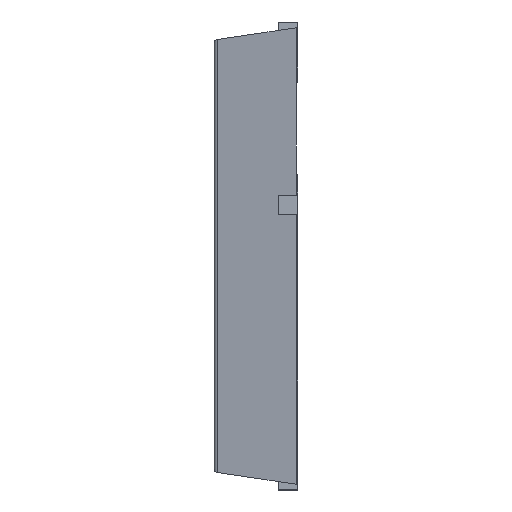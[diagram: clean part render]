
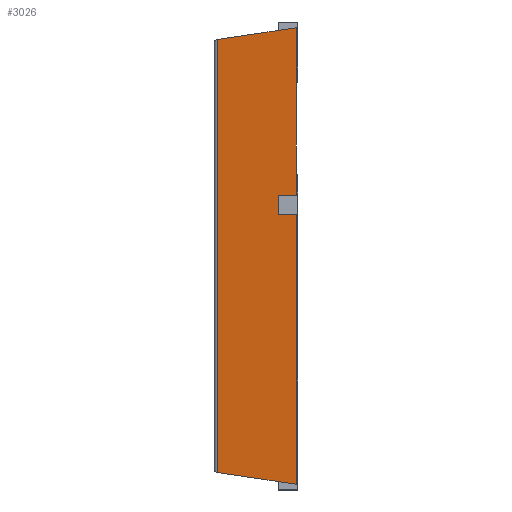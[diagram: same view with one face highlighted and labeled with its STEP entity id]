
A CAD part, left-side view. The second image highlights one B-rep face of the part: STEP entity #3026.
In plain terms, the highlighted planar face has unit normal (-0.989, 0.148, 0).
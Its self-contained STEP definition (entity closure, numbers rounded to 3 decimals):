
#2 = DIRECTION ( 'NONE',  ( 0., 0., -1. ) ) ;
#125 = CARTESIAN_POINT ( 'NONE',  ( -2.5, 0.02, -3. ) ) ;
#133 = AXIS2_PLACEMENT_3D ( 'NONE', #1717, #3162, #2409 ) ;
#186 = FACE_OUTER_BOUND ( 'NONE', #676, .T. ) ;
#203 = DIRECTION ( 'NONE',  ( -0.148, -0.989, 0. ) ) ;
#214 = VERTEX_POINT ( 'NONE', #2386 ) ;
#244 = LINE ( 'NONE', #4464, #4129 ) ;
#291 = VECTOR ( 'NONE', #1980, 1000. ) ;
#335 = VERTEX_POINT ( 'NONE', #3999 ) ;
#566 = LINE ( 'NONE', #125, #1025 ) ;
#628 = LINE ( 'NONE', #2335, #2095 ) ;
#648 = VECTOR ( 'NONE', #3096, 1000. ) ;
#663 = EDGE_CURVE ( 'NONE', #335, #1528, #244, .T. ) ;
#676 = EDGE_LOOP ( 'NONE', ( #3529, #2824, #3004, #1430, #4332, #716, #2882, #4537 ) ) ;
#716 = ORIENTED_EDGE ( 'NONE', *, *, #3586, .F. ) ;
#771 = CARTESIAN_POINT ( 'NONE',  ( -2.5, 0.02, 0.55 ) ) ;
#837 = EDGE_CURVE ( 'NONE', #1528, #2023, #1822, .T. ) ;
#979 = CARTESIAN_POINT ( 'NONE',  ( -2.345, 1.057, 2.845 ) ) ;
#1020 = CARTESIAN_POINT ( 'NONE',  ( -2.5, 0.02, 3. ) ) ;
#1025 = VECTOR ( 'NONE', #1868, 1000. ) ;
#1054 = CARTESIAN_POINT ( 'NONE',  ( -2.5, 0.02, -3. ) ) ;
#1214 = VERTEX_POINT ( 'NONE', #2307 ) ;
#1267 = CARTESIAN_POINT ( 'NONE',  ( -2.5, 0.02, 3. ) ) ;
#1323 = LINE ( 'NONE', #3492, #3831 ) ;
#1430 = ORIENTED_EDGE ( 'NONE', *, *, #3197, .T. ) ;
#1439 = PLANE ( 'NONE',  #133 ) ;
#1510 = LINE ( 'NONE', #2905, #3224 ) ;
#1528 = VERTEX_POINT ( 'NONE', #771 ) ;
#1713 = LINE ( 'NONE', #1054, #648 ) ;
#1717 = CARTESIAN_POINT ( 'NONE',  ( -2.5, 0.02, -3. ) ) ;
#1822 = LINE ( 'NONE', #2513, #4344 ) ;
#1868 = DIRECTION ( 'NONE',  ( 0., 0., 1. ) ) ;
#1892 = EDGE_CURVE ( 'NONE', #3903, #1214, #1323, .T. ) ;
#1980 = DIRECTION ( 'NONE',  ( -0.146, -0.978, 0.146 ) ) ;
#2023 = VERTEX_POINT ( 'NONE', #4103 ) ;
#2095 = VECTOR ( 'NONE', #203, 1000. ) ;
#2278 = LINE ( 'NONE', #1267, #291 ) ;
#2307 = CARTESIAN_POINT ( 'NONE',  ( -2.345, 1.057, -2.845 ) ) ;
#2335 = CARTESIAN_POINT ( 'NONE',  ( -2.5, 0.02, 0.8 ) ) ;
#2386 = CARTESIAN_POINT ( 'NONE',  ( -2.5, 0.02, 0.8 ) ) ;
#2398 = VERTEX_POINT ( 'NONE', #1020 ) ;
#2409 = DIRECTION ( 'NONE',  ( -0.148, -0.989, 0. ) ) ;
#2416 = DIRECTION ( 'NONE',  ( 0., 0., 1. ) ) ;
#2513 = CARTESIAN_POINT ( 'NONE',  ( -2.5, 0.02, 0.55 ) ) ;
#2824 = ORIENTED_EDGE ( 'NONE', *, *, #837, .T. ) ;
#2859 = DIRECTION ( 'NONE',  ( 0., 0., -1. ) ) ;
#2882 = ORIENTED_EDGE ( 'NONE', *, *, #1892, .T. ) ;
#2905 = CARTESIAN_POINT ( 'NONE',  ( -2.466, 0.25, -3. ) ) ;
#3004 = ORIENTED_EDGE ( 'NONE', *, *, #4360, .F. ) ;
#3026 = ADVANCED_FACE ( 'NONE', ( #186 ), #1439, .T. ) ;
#3096 = DIRECTION ( 'NONE',  ( -0.146, -0.978, -0.146 ) ) ;
#3162 = DIRECTION ( 'NONE',  ( -0.989, 0.148, 0. ) ) ;
#3168 = DIRECTION ( 'NONE',  ( 0.148, 0.989, 0. ) ) ;
#3197 = EDGE_CURVE ( 'NONE', #3281, #214, #628, .T. ) ;
#3223 = EDGE_CURVE ( 'NONE', #1214, #335, #1713, .T. ) ;
#3224 = VECTOR ( 'NONE', #2859, 1000. ) ;
#3271 = CARTESIAN_POINT ( 'NONE',  ( -2.466, 0.25, 0.8 ) ) ;
#3281 = VERTEX_POINT ( 'NONE', #3271 ) ;
#3492 = CARTESIAN_POINT ( 'NONE',  ( -2.345, 1.057, -2.839 ) ) ;
#3529 = ORIENTED_EDGE ( 'NONE', *, *, #663, .T. ) ;
#3586 = EDGE_CURVE ( 'NONE', #3903, #2398, #2278, .T. ) ;
#3784 = EDGE_CURVE ( 'NONE', #214, #2398, #566, .T. ) ;
#3831 = VECTOR ( 'NONE', #2, 1000. ) ;
#3903 = VERTEX_POINT ( 'NONE', #979 ) ;
#3999 = CARTESIAN_POINT ( 'NONE',  ( -2.5, 0.02, -3. ) ) ;
#4103 = CARTESIAN_POINT ( 'NONE',  ( -2.466, 0.25, 0.55 ) ) ;
#4129 = VECTOR ( 'NONE', #2416, 1000. ) ;
#4332 = ORIENTED_EDGE ( 'NONE', *, *, #3784, .T. ) ;
#4344 = VECTOR ( 'NONE', #3168, 1000. ) ;
#4360 = EDGE_CURVE ( 'NONE', #3281, #2023, #1510, .T. ) ;
#4464 = CARTESIAN_POINT ( 'NONE',  ( -2.5, 0.02, -3. ) ) ;
#4537 = ORIENTED_EDGE ( 'NONE', *, *, #3223, .T. ) ;
